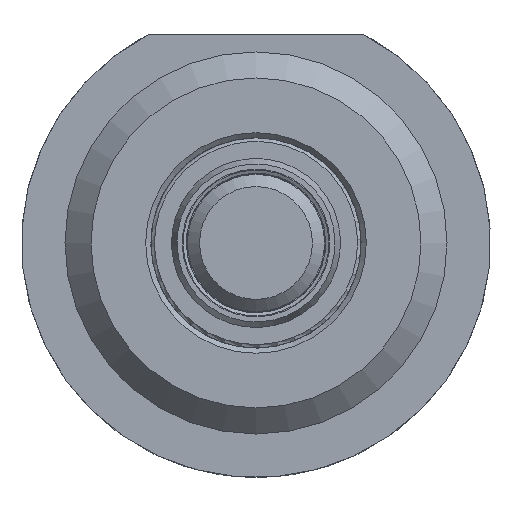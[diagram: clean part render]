
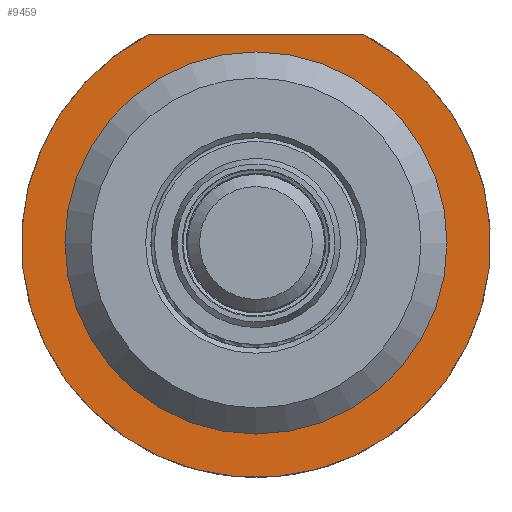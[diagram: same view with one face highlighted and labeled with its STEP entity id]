
A CAD part, front view. The second image highlights one B-rep face of the part: STEP entity #9459.
In plain terms, the highlighted planar face has unit normal (0, -1, 0).
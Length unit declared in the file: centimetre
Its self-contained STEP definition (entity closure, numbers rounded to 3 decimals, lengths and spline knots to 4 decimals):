
#150=CIRCLE($,#9820,1.1);
#152=CIRCLE($,#9824,1.35);
#251=FACE_BOUND($,#1596,.T.);
#485=PLANE($,#9825);
#997=FACE_OUTER_BOUND($,#1595,.T.);
#1595=EDGE_LOOP($,(#8664,#8665));
#1596=EDGE_LOOP($,(#8666));
#2401=LINE($,#18382,#3171);
#3171=VECTOR($,#11251,1.2369);
#4572=VERTEX_POINT($,#18380);
#4573=VERTEX_POINT($,#18381);
#4585=VERTEX_POINT($,#18419);
#5937=EDGE_CURVE($,#4572,#4573,#2401,.T.);
#5950=EDGE_CURVE($,#4585,#4585,#150,.T.);
#5952=EDGE_CURVE($,#4573,#4572,#152,.T.);
#8664=ORIENTED_EDGE($,*,*,#5937,.F.);
#8665=ORIENTED_EDGE($,*,*,#5952,.F.);
#8666=ORIENTED_EDGE($,*,*,#5950,.T.);
#9459=ADVANCED_FACE($,(#997,#251),#485,.T.);
#9820=AXIS2_PLACEMENT_3D($,#18420,#11299,#11300);
#9824=AXIS2_PLACEMENT_3D($,#18424,#11307,#11308);
#9825=AXIS2_PLACEMENT_3D($,#18425,#11309,#11310);
#11251=DIRECTION($,(1.,0.,0.));
#11299=DIRECTION('center_axis',(0.,1.,0.));
#11300=DIRECTION('ref_axis',(0.,0.,1.));
#11307=DIRECTION('center_axis',(0.,1.,0.));
#11308=DIRECTION('ref_axis',(-0.458,0.,0.889));
#11309=DIRECTION('center_axis',(0.,-1.,0.));
#11310=DIRECTION('ref_axis',(0.,0.,-1.));
#18380=CARTESIAN_POINT('',(-0.6185,-23.625,1.2));
#18381=CARTESIAN_POINT('',(0.6185,-23.625,1.2));
#18382=CARTESIAN_POINT($,(-0.6185,-23.625,1.2));
#18419=CARTESIAN_POINT('',(0.,-23.625,1.1));
#18420=CARTESIAN_POINT('Origin',(0.,-23.625,0.));
#18424=CARTESIAN_POINT('Origin',(0.,-23.625,0.));
#18425=CARTESIAN_POINT('Origin',(0.,-23.625,0.0934));
